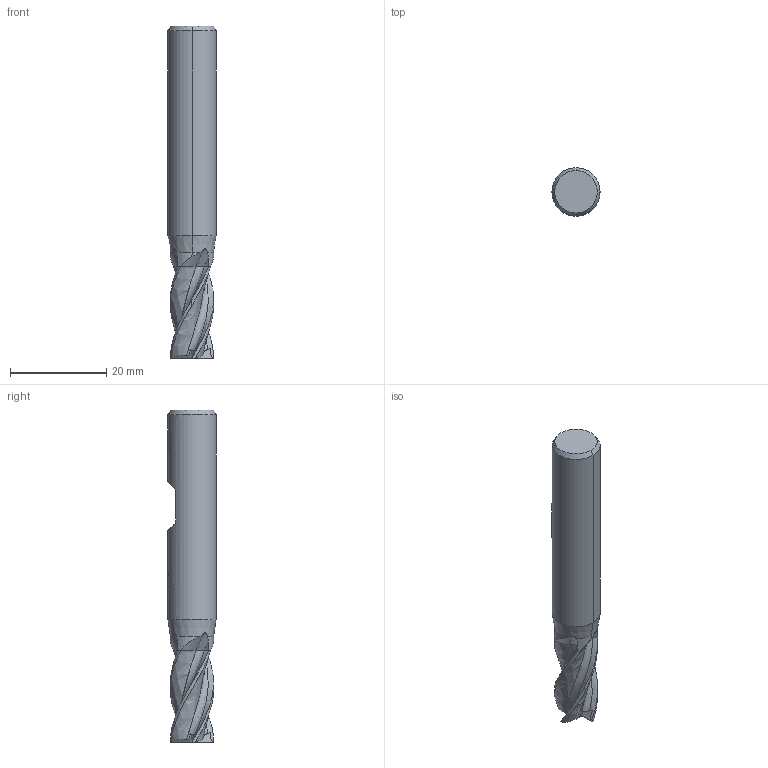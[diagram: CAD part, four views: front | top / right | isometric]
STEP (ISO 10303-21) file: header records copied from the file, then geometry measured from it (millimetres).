
FILE_DESCRIPTION(('no description'),'unknown implementation level');
FILE_NAME('solidG7jlAyZ0nuQv71OTHtIXO1OM8BQ_1.STP',' ',('CIM GmbH Aachen'),('CADClick - KiM GmbH - www.kimweb.de'),'unknown preprocess','ACIS','unknown authorization');
FILE_SCHEMA(('automotive_design'));
Length unit declared in the file: millimetre
Products named in the file (2): 1; 2
Bounding box: 10 x 10 x 69 mm (x, y, z)
Volume: 4379.4 mm3; surface area: 2334.6 mm2
Topology: 2 solids, 2 shells, 93 faces, 258 edges, 169 vertices
Faces by surface type: plane 34, revolution 16, bspline 16, cylinder 15, cone 12
Entity records: 10004 total; most frequent: CARTESIAN_POINT 4899, STYLED_ITEM 522, PRESENTATION_STYLE_ASSIGNMENT 522, COLOUR_RGB 522, ORIENTED_EDGE 516, DIRECTION 365, EDGE_CURVE 258, CURVE_STYLE 258
